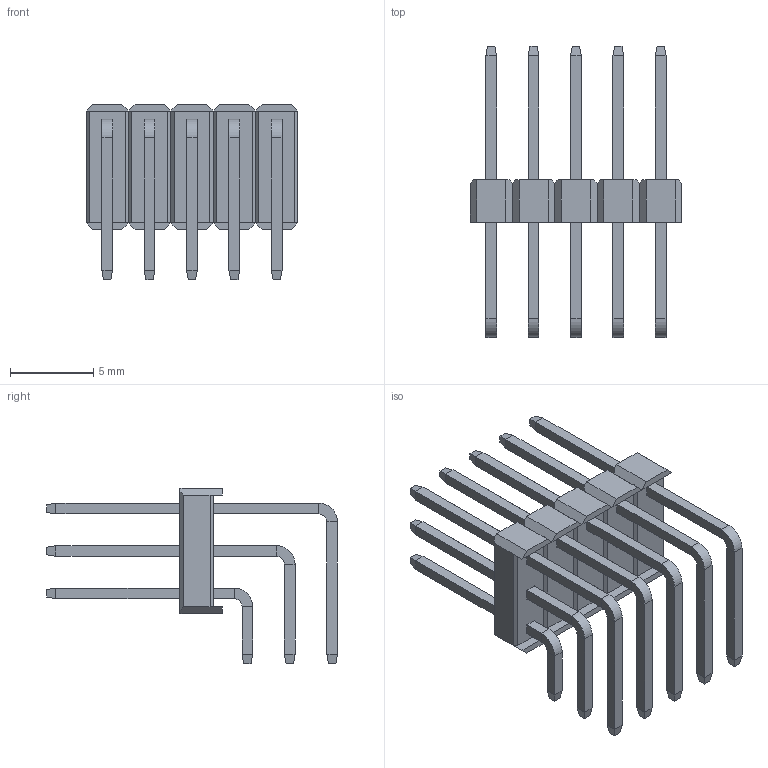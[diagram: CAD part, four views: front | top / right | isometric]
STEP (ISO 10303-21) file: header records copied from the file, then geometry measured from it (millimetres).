
FILE_DESCRIPTION (( 'STEP AP214' ), '1' );
FILE_NAME ('3x5 Male Pin Header Angle.STEP', '2018-11-17T18:44:59', ( 'M.B.I.' ), ( '' ), 'SwSTEP 2.0', '', '' );
FILE_SCHEMA (( 'AUTOMOTIVE_DESIGN' ));
Length unit declared in the file: millimetre
Products named in the file (1): 3x5 Male Pin Header Angle
Bounding box: 12.71 x 17.44 x 10.5 mm (x, y, z)
Volume: 303.9 mm3; surface area: 1176.8 mm2
Topology: 16 solids, 16 shells, 498 faces, 1144 edges, 678 vertices
Faces by surface type: plane 468, cylinder 30
Entity records: 13705 total; most frequent: CARTESIAN_POINT 2321, ORIENTED_EDGE 2288, DIRECTION 2202, EDGE_CURVE 1144, LINE 1084, VECTOR 1084, VERTEX_POINT 678, AXIS2_PLACEMENT_3D 559
